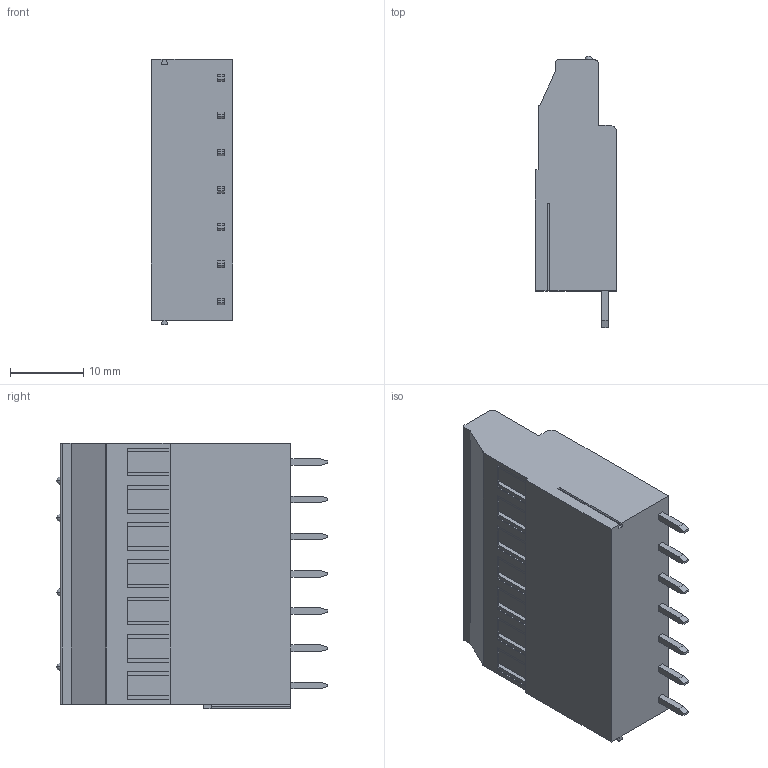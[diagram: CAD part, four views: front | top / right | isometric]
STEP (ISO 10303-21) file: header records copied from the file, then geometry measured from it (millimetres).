
FILE_DESCRIPTION((''),'2;1');
FILE_NAME('PRT0053','2025-01-11T',('yanfa'),(''),'PRO/ENGINEER BY PARAMETRIC TECHNOLOGY CORPORATION, 2009280','PRO/ENGINEER BY PARAMETRIC TECHNOLOGY CORPORATION, 2009280','');
FILE_SCHEMA(('AUTOMOTIVE_DESIGN_CC2 { 1 2 10303 214 -1 1 5 2 }'));
Length unit declared in the file: millimetre
Products named in the file (1): PRT0053
Bounding box: 11.1 x 37 x 36.16 mm (x, y, z)
Volume: 10848.2 mm3; surface area: 4105.2 mm2
Topology: 1 solids, 1 shells, 243 faces, 665 edges, 434 vertices
Faces by surface type: plane 185, cylinder 36, torus 14, sphere 8
Entity records: 7722 total; most frequent: CARTESIAN_POINT 1492, ORIENTED_EDGE 1314, DIRECTION 1245, EDGE_CURVE 657, VECTOR 499, LINE 499, VERTEX_POINT 434, AXIS2_PLACEMENT_3D 373
